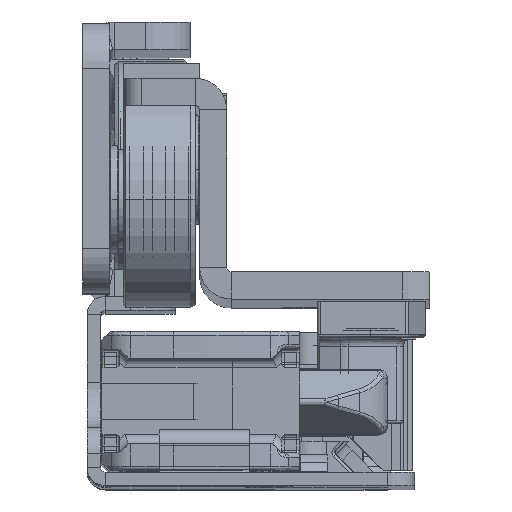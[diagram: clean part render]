
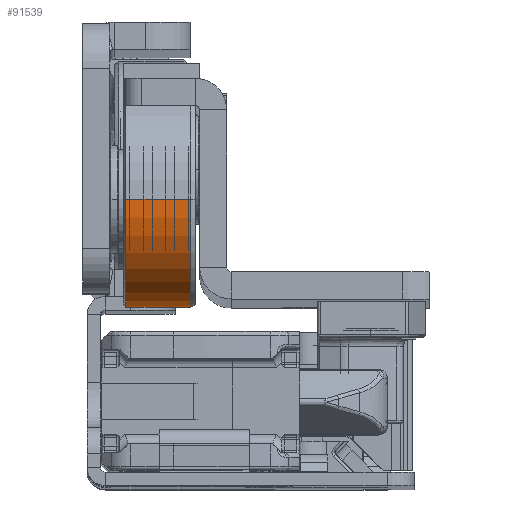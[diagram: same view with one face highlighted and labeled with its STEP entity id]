
A CAD part, top view. The second image highlights one B-rep face of the part: STEP entity #91539.
In plain terms, the highlighted cylindrical face has radius 12 mm (diameter 24 mm), a partial arc.
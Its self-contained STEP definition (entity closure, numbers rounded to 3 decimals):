
#8331 = DIRECTION ( 'NONE',  ( 1., 0., 0. ) ) ;
#8352 = CIRCLE ( 'NONE', #90735, 12. ) ;
#11788 = CARTESIAN_POINT ( 'NONE',  ( 0.5, 0., -12. ) ) ;
#14753 = VECTOR ( 'NONE', #56002, 1000. ) ;
#22685 = DIRECTION ( 'NONE',  ( 0., 0., 1. ) ) ;
#23337 = CARTESIAN_POINT ( 'NONE',  ( 0., 0., 0. ) ) ;
#23373 = EDGE_LOOP ( 'NONE', ( #96661, #67674, #81866, #88817 ) ) ;
#32220 = FACE_OUTER_BOUND ( 'NONE', #23373, .T. ) ;
#33662 = CARTESIAN_POINT ( 'NONE',  ( 0., 0., 12. ) ) ;
#36323 = VERTEX_POINT ( 'NONE', #103230 ) ;
#42771 = VECTOR ( 'NONE', #61499, 1000. ) ;
#47902 = EDGE_CURVE ( 'NONE', #86174, #36323, #116505, .T. ) ;
#52455 = DIRECTION ( 'NONE',  ( 0., 0., 1. ) ) ;
#53938 = DIRECTION ( 'NONE',  ( -1., 0., 0. ) ) ;
#56002 = DIRECTION ( 'NONE',  ( -1., 0., 0. ) ) ;
#61499 = DIRECTION ( 'NONE',  ( -1., 0., 0. ) ) ;
#62164 = CARTESIAN_POINT ( 'NONE',  ( 0., 0., -12. ) ) ;
#67604 = CIRCLE ( 'NONE', #69745, 12. ) ;
#67613 = CARTESIAN_POINT ( 'NONE',  ( 7.711, 0., 12. ) ) ;
#67674 = ORIENTED_EDGE ( 'NONE', *, *, #72464, .T. ) ;
#69745 = AXIS2_PLACEMENT_3D ( 'NONE', #131990, #8331, #130638 ) ;
#71493 = CARTESIAN_POINT ( 'NONE',  ( 7.711, 0., 0. ) ) ;
#72464 = EDGE_CURVE ( 'NONE', #131577, #73969, #113158, .T. ) ;
#73969 = VERTEX_POINT ( 'NONE', #11788 ) ;
#75553 = EDGE_CURVE ( 'NONE', #86174, #131577, #8352, .T. ) ;
#81866 = ORIENTED_EDGE ( 'NONE', *, *, #87862, .T. ) ;
#85223 = AXIS2_PLACEMENT_3D ( 'NONE', #23337, #53938, #22685 ) ;
#85822 = CYLINDRICAL_SURFACE ( 'NONE', #85223, 12. ) ;
#86174 = VERTEX_POINT ( 'NONE', #67613 ) ;
#87862 = EDGE_CURVE ( 'NONE', #73969, #36323, #67604, .T. ) ;
#88817 = ORIENTED_EDGE ( 'NONE', *, *, #47902, .F. ) ;
#90735 = AXIS2_PLACEMENT_3D ( 'NONE', #71493, #134031, #52455 ) ;
#91539 = ADVANCED_FACE ( 'NONE', ( #32220 ), #85822, .T. ) ;
#96661 = ORIENTED_EDGE ( 'NONE', *, *, #75553, .T. ) ;
#103230 = CARTESIAN_POINT ( 'NONE',  ( 0.5, 0., 12. ) ) ;
#113158 = LINE ( 'NONE', #62164, #42771 ) ;
#116505 = LINE ( 'NONE', #33662, #14753 ) ;
#130638 = DIRECTION ( 'NONE',  ( 0., 0., -1. ) ) ;
#131577 = VERTEX_POINT ( 'NONE', #131926 ) ;
#131926 = CARTESIAN_POINT ( 'NONE',  ( 7.711, 0., -12. ) ) ;
#131990 = CARTESIAN_POINT ( 'NONE',  ( 0.5, 0., 0. ) ) ;
#134031 = DIRECTION ( 'NONE',  ( -1., 0., 0. ) ) ;
